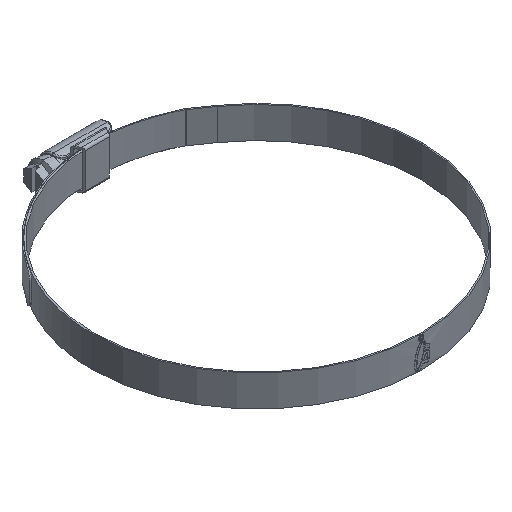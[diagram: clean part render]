
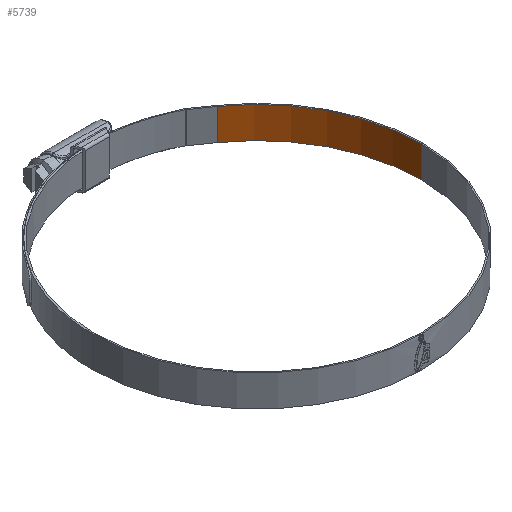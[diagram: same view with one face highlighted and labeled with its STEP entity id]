
A CAD part, isometric view. The second image highlights one B-rep face of the part: STEP entity #5739.
In plain terms, the highlighted cylindrical face has radius 66.5 mm (diameter 133 mm), a partial arc.
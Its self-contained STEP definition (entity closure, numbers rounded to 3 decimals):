
#141 = EDGE_CURVE ( 'NONE', #5242, #4992, #7387, .T. ) ;
#247 = AXIS2_PLACEMENT_3D ( 'NONE', #6615, #6544, #1312 ) ;
#661 = CARTESIAN_POINT ( 'NONE',  ( 38.143, 54.474, -6.35 ) ) ;
#1072 = DIRECTION ( 'NONE',  ( 0., 0., 1. ) ) ;
#1312 = DIRECTION ( 'NONE',  ( -1., 0., 0. ) ) ;
#1936 = DIRECTION ( 'NONE',  ( 0., 0., 1. ) ) ;
#2088 = ORIENTED_EDGE ( 'NONE', *, *, #7427, .F. ) ;
#2165 = EDGE_LOOP ( 'NONE', ( #2088, #4256, #5371, #2840 ) ) ;
#2223 = CARTESIAN_POINT ( 'NONE',  ( 38.143, 54.474, 6.35 ) ) ;
#2583 = AXIS2_PLACEMENT_3D ( 'NONE', #7240, #1936, #3696 ) ;
#2695 = EDGE_CURVE ( 'NONE', #4992, #6330, #6431, .T. ) ;
#2840 = ORIENTED_EDGE ( 'NONE', *, *, #3182, .F. ) ;
#2972 = DIRECTION ( 'NONE',  ( 0., 0., -1. ) ) ;
#3078 = VECTOR ( 'NONE', #2972, 1000. ) ;
#3182 = EDGE_CURVE ( 'NONE', #4413, #6330, #5198, .T. ) ;
#3644 = CARTESIAN_POINT ( 'NONE',  ( 66.5, 0., -6.35 ) ) ;
#3696 = DIRECTION ( 'NONE',  ( 1., 0., 0. ) ) ;
#4217 = CYLINDRICAL_SURFACE ( 'NONE', #247, 66.5 ) ;
#4256 = ORIENTED_EDGE ( 'NONE', *, *, #141, .T. ) ;
#4413 = VERTEX_POINT ( 'NONE', #3644 ) ;
#4598 = CARTESIAN_POINT ( 'NONE',  ( 0., 0., 6.35 ) ) ;
#4656 = CARTESIAN_POINT ( 'NONE',  ( 66.5, 0., 6.35 ) ) ;
#4692 = LINE ( 'NONE', #4656, #4953 ) ;
#4953 = VECTOR ( 'NONE', #7038, 1000. ) ;
#4992 = VERTEX_POINT ( 'NONE', #2223 ) ;
#5198 = CIRCLE ( 'NONE', #2583, 66.5 ) ;
#5224 = DIRECTION ( 'NONE',  ( 1., 0., 0. ) ) ;
#5242 = VERTEX_POINT ( 'NONE', #5564 ) ;
#5267 = CARTESIAN_POINT ( 'NONE',  ( 38.143, 54.474, 6.35 ) ) ;
#5349 = FACE_OUTER_BOUND ( 'NONE', #2165, .T. ) ;
#5371 = ORIENTED_EDGE ( 'NONE', *, *, #2695, .T. ) ;
#5564 = CARTESIAN_POINT ( 'NONE',  ( 66.5, 0., 6.35 ) ) ;
#5739 = ADVANCED_FACE ( 'NONE', ( #5349 ), #4217, .F. ) ;
#6045 = AXIS2_PLACEMENT_3D ( 'NONE', #4598, #1072, #5224 ) ;
#6330 = VERTEX_POINT ( 'NONE', #661 ) ;
#6431 = LINE ( 'NONE', #5267, #3078 ) ;
#6544 = DIRECTION ( 'NONE',  ( 0., 0., -1. ) ) ;
#6615 = CARTESIAN_POINT ( 'NONE',  ( 0., 0., 6.35 ) ) ;
#7038 = DIRECTION ( 'NONE',  ( 0., 0., -1. ) ) ;
#7240 = CARTESIAN_POINT ( 'NONE',  ( 0., 0., -6.35 ) ) ;
#7387 = CIRCLE ( 'NONE', #6045, 66.5 ) ;
#7427 = EDGE_CURVE ( 'NONE', #5242, #4413, #4692, .T. ) ;
